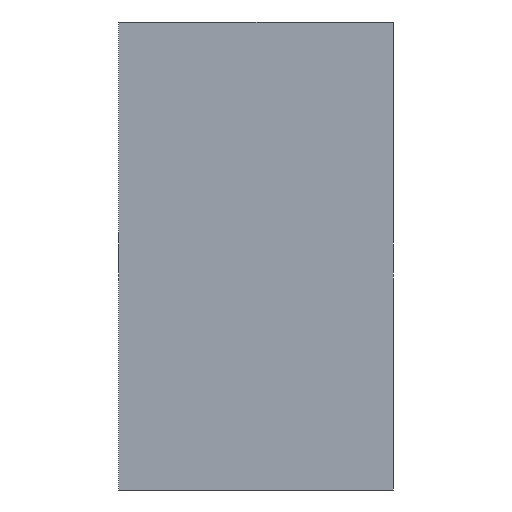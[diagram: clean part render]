
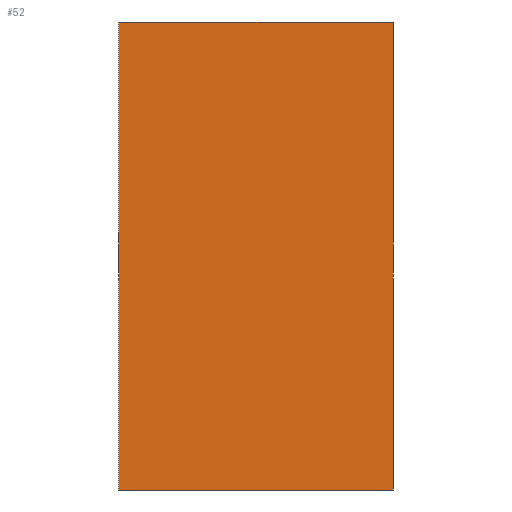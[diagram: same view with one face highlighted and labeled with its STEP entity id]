
A CAD part, left-side view. The second image highlights one B-rep face of the part: STEP entity #52.
In plain terms, the highlighted planar face has unit normal (-1, 0, 0).
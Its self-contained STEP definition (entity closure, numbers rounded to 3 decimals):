
#13 = LINE ( 'NONE', #84, #312 ) ;
#33 = DIRECTION ( 'NONE',  ( 0., 0., 1. ) ) ;
#34 = EDGE_CURVE ( 'NONE', #268, #193, #414, .T. ) ;
#36 = CARTESIAN_POINT ( 'NONE',  ( -34.448, 20., -17.068 ) ) ;
#37 = EDGE_LOOP ( 'NONE', ( #533, #345, #68, #202 ) ) ;
#50 = VERTEX_POINT ( 'NONE', #420 ) ;
#52 = ADVANCED_FACE ( 'NONE', ( #507 ), #161, .F. ) ;
#68 = ORIENTED_EDGE ( 'NONE', *, *, #407, .F. ) ;
#84 = CARTESIAN_POINT ( 'NONE',  ( -34.448, 0., -17.068 ) ) ;
#108 = CARTESIAN_POINT ( 'NONE',  ( -34.448, 20., -17.068 ) ) ;
#132 = DIRECTION ( 'NONE',  ( 0., 0., 1. ) ) ;
#153 = DIRECTION ( 'NONE',  ( 0., 0., -1. ) ) ;
#161 = PLANE ( 'NONE',  #386 ) ;
#171 = CARTESIAN_POINT ( 'NONE',  ( -34.448, 20., -17.068 ) ) ;
#193 = VERTEX_POINT ( 'NONE', #349 ) ;
#202 = ORIENTED_EDGE ( 'NONE', *, *, #34, .T. ) ;
#213 = CARTESIAN_POINT ( 'NONE',  ( -34.448, 20., -17.068 ) ) ;
#215 = LINE ( 'NONE', #423, #449 ) ;
#220 = CARTESIAN_POINT ( 'NONE',  ( -34.448, 0., 17.068 ) ) ;
#268 = VERTEX_POINT ( 'NONE', #108 ) ;
#312 = VECTOR ( 'NONE', #33, 1000. ) ;
#345 = ORIENTED_EDGE ( 'NONE', *, *, #584, .F. ) ;
#346 = EDGE_CURVE ( 'NONE', #193, #590, #13, .T. ) ;
#349 = CARTESIAN_POINT ( 'NONE',  ( -34.448, 0., -17.068 ) ) ;
#374 = DIRECTION ( 'NONE',  ( 1., 0., 0. ) ) ;
#386 = AXIS2_PLACEMENT_3D ( 'NONE', #171, #374, #153 ) ;
#407 = EDGE_CURVE ( 'NONE', #268, #50, #487, .T. ) ;
#414 = LINE ( 'NONE', #213, #578 ) ;
#420 = CARTESIAN_POINT ( 'NONE',  ( -34.448, 20., 17.068 ) ) ;
#423 = CARTESIAN_POINT ( 'NONE',  ( -34.448, 20., 17.068 ) ) ;
#449 = VECTOR ( 'NONE', #612, 1000. ) ;
#479 = VECTOR ( 'NONE', #132, 1000. ) ;
#487 = LINE ( 'NONE', #36, #479 ) ;
#507 = FACE_OUTER_BOUND ( 'NONE', #37, .T. ) ;
#533 = ORIENTED_EDGE ( 'NONE', *, *, #346, .T. ) ;
#578 = VECTOR ( 'NONE', #604, 1000. ) ;
#584 = EDGE_CURVE ( 'NONE', #50, #590, #215, .T. ) ;
#590 = VERTEX_POINT ( 'NONE', #220 ) ;
#604 = DIRECTION ( 'NONE',  ( 0., -1., 0. ) ) ;
#612 = DIRECTION ( 'NONE',  ( 0., -1., 0. ) ) ;
